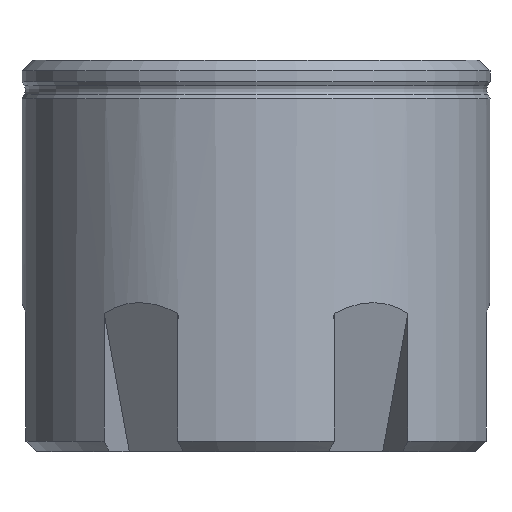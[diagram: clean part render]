
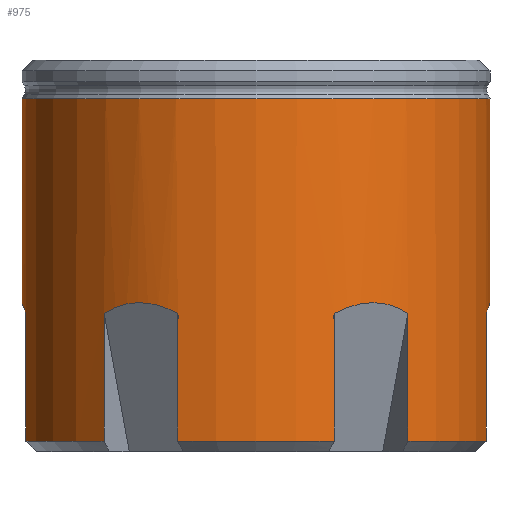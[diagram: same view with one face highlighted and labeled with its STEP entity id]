
A CAD part, left-side view. The second image highlights one B-rep face of the part: STEP entity #975.
In plain terms, the highlighted cylindrical face has radius 11 mm (diameter 22 mm), a full revolution.
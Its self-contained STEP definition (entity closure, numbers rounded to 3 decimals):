
#24=LINE('',#1340,#66);
#25=LINE('',#1347,#67);
#31=LINE('',#1360,#73);
#32=LINE('',#1365,#74);
#38=LINE('',#1378,#80);
#39=LINE('',#1380,#81);
#45=LINE('',#1394,#87);
#46=LINE('',#1398,#88);
#52=LINE('',#1412,#94);
#53=LINE('',#1419,#95);
#57=LINE('',#1469,#99);
#58=LINE('',#1475,#100);
#66=VECTOR('',#1121,1000.);
#67=VECTOR('',#1128,1000.);
#73=VECTOR('',#1140,1000.);
#74=VECTOR('',#1145,1000.);
#80=VECTOR('',#1157,1000.);
#81=VECTOR('',#1160,1000.);
#87=VECTOR('',#1172,1000.);
#88=VECTOR('',#1177,1000.);
#94=VECTOR('',#1189,1000.);
#95=VECTOR('',#1196,1000.);
#99=VECTOR('',#1262,1000.);
#100=VECTOR('',#1269,1000.);
#104=ELLIPSE('',#1005,32.162,11.);
#105=ELLIPSE('',#1011,32.162,11.);
#106=ELLIPSE('',#1016,32.162,11.);
#107=ELLIPSE('',#1020,32.162,11.);
#108=ELLIPSE('',#1025,32.162,11.);
#109=ELLIPSE('',#1063,32.162,11.);
#139=CYLINDRICAL_SURFACE('',#1062,11.);
#249=ORIENTED_EDGE('',*,*,#392,.F.);
#250=ORIENTED_EDGE('',*,*,#395,.T.);
#251=ORIENTED_EDGE('',*,*,#397,.T.);
#252=ORIENTED_EDGE('',*,*,#398,.F.);
#253=ORIENTED_EDGE('',*,*,#399,.F.);
#254=ORIENTED_EDGE('',*,*,#372,.T.);
#255=ORIENTED_EDGE('',*,*,#367,.T.);
#256=ORIENTED_EDGE('',*,*,#375,.F.);
#257=ORIENTED_EDGE('',*,*,#382,.F.);
#258=ORIENTED_EDGE('',*,*,#363,.T.);
#259=ORIENTED_EDGE('',*,*,#358,.T.);
#260=ORIENTED_EDGE('',*,*,#365,.F.);
#261=ORIENTED_EDGE('',*,*,#319,.F.);
#262=ORIENTED_EDGE('',*,*,#355,.T.);
#263=ORIENTED_EDGE('',*,*,#350,.T.);
#264=ORIENTED_EDGE('',*,*,#356,.F.);
#265=ORIENTED_EDGE('',*,*,#323,.F.);
#266=ORIENTED_EDGE('',*,*,#346,.T.);
#267=ORIENTED_EDGE('',*,*,#341,.T.);
#268=ORIENTED_EDGE('',*,*,#348,.F.);
#269=ORIENTED_EDGE('',*,*,#387,.F.);
#270=ORIENTED_EDGE('',*,*,#336,.T.);
#271=ORIENTED_EDGE('',*,*,#331,.T.);
#272=ORIENTED_EDGE('',*,*,#339,.F.);
#273=ORIENTED_EDGE('',*,*,#400,.F.);
#319=EDGE_CURVE('',#408,#409,#473,.T.);
#323=EDGE_CURVE('',#412,#413,#477,.T.);
#331=EDGE_CURVE('',#420,#421,#104,.T.);
#336=EDGE_CURVE('',#425,#420,#24,.T.);
#339=EDGE_CURVE('',#426,#421,#25,.T.);
#341=EDGE_CURVE('',#428,#429,#105,.T.);
#346=EDGE_CURVE('',#412,#428,#31,.T.);
#348=EDGE_CURVE('',#432,#429,#32,.T.);
#350=EDGE_CURVE('',#434,#435,#106,.T.);
#355=EDGE_CURVE('',#408,#434,#38,.T.);
#356=EDGE_CURVE('',#413,#435,#39,.T.);
#358=EDGE_CURVE('',#438,#439,#107,.T.);
#363=EDGE_CURVE('',#443,#438,#45,.T.);
#365=EDGE_CURVE('',#409,#439,#46,.T.);
#367=EDGE_CURVE('',#444,#445,#108,.T.);
#372=EDGE_CURVE('',#449,#444,#52,.T.);
#375=EDGE_CURVE('',#450,#445,#53,.T.);
#382=EDGE_CURVE('',#443,#450,#496,.T.);
#387=EDGE_CURVE('',#425,#432,#501,.T.);
#392=EDGE_CURVE('',#463,#463,#506,.T.);
#395=EDGE_CURVE('',#467,#466,#57,.T.);
#397=EDGE_CURVE('',#466,#468,#109,.T.);
#398=EDGE_CURVE('',#469,#468,#58,.T.);
#399=EDGE_CURVE('',#449,#469,#508,.T.);
#400=EDGE_CURVE('',#467,#426,#509,.T.);
#408=VERTEX_POINT('',#1302);
#409=VERTEX_POINT('',#1303);
#412=VERTEX_POINT('',#1311);
#413=VERTEX_POINT('',#1312);
#420=VERTEX_POINT('',#1330);
#421=VERTEX_POINT('',#1331);
#425=VERTEX_POINT('',#1341);
#426=VERTEX_POINT('',#1345);
#428=VERTEX_POINT('',#1351);
#429=VERTEX_POINT('',#1352);
#432=VERTEX_POINT('',#1363);
#434=VERTEX_POINT('',#1369);
#435=VERTEX_POINT('',#1370);
#438=VERTEX_POINT('',#1384);
#439=VERTEX_POINT('',#1385);
#443=VERTEX_POINT('',#1395);
#444=VERTEX_POINT('',#1402);
#445=VERTEX_POINT('',#1403);
#449=VERTEX_POINT('',#1413);
#450=VERTEX_POINT('',#1417);
#463=VERTEX_POINT('',#1462);
#466=VERTEX_POINT('',#1468);
#467=VERTEX_POINT('',#1470);
#468=VERTEX_POINT('',#1474);
#469=VERTEX_POINT('',#1476);
#473=CIRCLE('',#989,11.);
#477=CIRCLE('',#994,11.);
#496=CIRCLE('',#1039,11.);
#501=CIRCLE('',#1048,11.);
#506=CIRCLE('',#1059,11.);
#508=CIRCLE('',#1064,11.);
#509=CIRCLE('',#1065,11.);
#562=EDGE_LOOP('',(#249));
#563=EDGE_LOOP('',(#250,#251,#252,#253,#254,#255,#256,#257,#258,#259,#260,
#261,#262,#263,#264,#265,#266,#267,#268,#269,#270,#271,#272,#273));
#622=FACE_BOUND('',#562,.T.);
#623=FACE_BOUND('',#563,.T.);
#975=ADVANCED_FACE('',(#622,#623),#139,.T.);
#989=AXIS2_PLACEMENT_3D('',#1301,#1081,#1082);
#994=AXIS2_PLACEMENT_3D('',#1310,#1091,#1092);
#1005=AXIS2_PLACEMENT_3D('',#1329,#1113,#1114);
#1011=AXIS2_PLACEMENT_3D('',#1350,#1132,#1133);
#1016=AXIS2_PLACEMENT_3D('',#1368,#1149,#1150);
#1020=AXIS2_PLACEMENT_3D('',#1383,#1164,#1165);
#1025=AXIS2_PLACEMENT_3D('',#1401,#1181,#1182);
#1039=AXIS2_PLACEMENT_3D('',#1435,#1216,#1217);
#1048=AXIS2_PLACEMENT_3D('',#1447,#1234,#1235);
#1059=AXIS2_PLACEMENT_3D('',#1461,#1256,#1257);
#1062=AXIS2_PLACEMENT_3D('',#1472,#1265,#1266);
#1063=AXIS2_PLACEMENT_3D('',#1473,#1267,#1268);
#1064=AXIS2_PLACEMENT_3D('',#1477,#1270,#1271);
#1065=AXIS2_PLACEMENT_3D('',#1478,#1272,#1273);
#1081=DIRECTION('',(0.,0.,-1.));
#1082=DIRECTION('',(-1.,0.,0.));
#1091=DIRECTION('',(0.,0.,-1.));
#1092=DIRECTION('',(-1.,0.,0.));
#1113=DIRECTION('',(0.,-0.94,0.342));
#1114=DIRECTION('',(0.,0.342,0.94));
#1121=DIRECTION('',(0.,0.,1.));
#1128=DIRECTION('',(0.,0.,1.));
#1132=DIRECTION('',(-0.814,-0.47,0.342));
#1133=DIRECTION('',(0.296,0.171,0.94));
#1140=DIRECTION('',(0.,0.,1.));
#1145=DIRECTION('',(0.,0.,1.));
#1149=DIRECTION('',(-0.814,0.47,0.342));
#1150=DIRECTION('',(0.296,-0.171,0.94));
#1157=DIRECTION('',(0.,0.,1.));
#1160=DIRECTION('',(0.,0.,1.));
#1164=DIRECTION('',(0.,0.94,0.342));
#1165=DIRECTION('',(0.,-0.342,0.94));
#1172=DIRECTION('',(0.,0.,1.));
#1177=DIRECTION('',(0.,0.,1.));
#1181=DIRECTION('',(0.814,0.47,0.342));
#1182=DIRECTION('',(-0.296,-0.171,0.94));
#1189=DIRECTION('',(0.,0.,1.));
#1196=DIRECTION('',(0.,0.,1.));
#1216=DIRECTION('',(0.,0.,-1.));
#1217=DIRECTION('',(-1.,0.,0.));
#1234=DIRECTION('',(0.,0.,-1.));
#1235=DIRECTION('',(-1.,0.,0.));
#1256=DIRECTION('',(0.,0.,1.));
#1257=DIRECTION('',(1.,0.,0.));
#1262=DIRECTION('',(0.,0.,1.));
#1265=DIRECTION('',(0.,0.,-1.));
#1266=DIRECTION('',(1.,0.,0.));
#1267=DIRECTION('',(0.814,-0.47,0.342));
#1268=DIRECTION('',(-0.296,0.171,0.94));
#1269=DIRECTION('',(0.,0.,1.));
#1270=DIRECTION('',(0.,0.,-1.));
#1271=DIRECTION('',(-1.,0.,0.));
#1272=DIRECTION('',(0.,0.,-1.));
#1273=DIRECTION('',(-1.,0.,0.));
#1301=CARTESIAN_POINT('',(0.,0.,0.5));
#1302=CARTESIAN_POINT('',(8.367,-7.14,0.5));
#1303=CARTESIAN_POINT('',(2.,-10.817,0.5));
#1310=CARTESIAN_POINT('',(0.,0.,0.5));
#1311=CARTESIAN_POINT('',(10.367,3.676,0.5));
#1312=CARTESIAN_POINT('',(10.367,-3.676,0.5));
#1329=CARTESIAN_POINT('',(0.,0.,-23.216));
#1330=CARTESIAN_POINT('',(2.,10.817,6.502));
#1331=CARTESIAN_POINT('',(-2.,10.817,6.502));
#1340=CARTESIAN_POINT('',(2.,10.817,0.));
#1341=CARTESIAN_POINT('',(2.,10.817,0.5));
#1345=CARTESIAN_POINT('',(-2.,10.817,0.5));
#1347=CARTESIAN_POINT('',(-2.,10.817,0.));
#1350=CARTESIAN_POINT('',(0.,0.,-23.216));
#1351=CARTESIAN_POINT('',(10.367,3.676,6.502));
#1352=CARTESIAN_POINT('',(8.367,7.14,6.502));
#1360=CARTESIAN_POINT('',(10.367,3.676,0.));
#1363=CARTESIAN_POINT('',(8.367,7.14,0.5));
#1365=CARTESIAN_POINT('',(8.367,7.14,0.));
#1368=CARTESIAN_POINT('',(0.,0.,-23.216));
#1369=CARTESIAN_POINT('',(8.367,-7.14,6.502));
#1370=CARTESIAN_POINT('',(10.367,-3.676,6.502));
#1378=CARTESIAN_POINT('',(8.367,-7.14,0.));
#1380=CARTESIAN_POINT('',(10.367,-3.676,0.));
#1383=CARTESIAN_POINT('',(0.,0.,-23.216));
#1384=CARTESIAN_POINT('',(-2.,-10.817,6.502));
#1385=CARTESIAN_POINT('',(2.,-10.817,6.502));
#1394=CARTESIAN_POINT('',(-2.,-10.817,0.));
#1395=CARTESIAN_POINT('',(-2.,-10.817,0.5));
#1398=CARTESIAN_POINT('',(2.,-10.817,0.));
#1401=CARTESIAN_POINT('',(0.,0.,-23.216));
#1402=CARTESIAN_POINT('',(-10.367,-3.676,6.502));
#1403=CARTESIAN_POINT('',(-8.367,-7.14,6.502));
#1412=CARTESIAN_POINT('',(-10.367,-3.676,0.));
#1413=CARTESIAN_POINT('',(-10.367,-3.676,0.5));
#1417=CARTESIAN_POINT('',(-8.367,-7.14,0.5));
#1419=CARTESIAN_POINT('',(-8.367,-7.14,0.));
#1435=CARTESIAN_POINT('',(0.,0.,0.5));
#1447=CARTESIAN_POINT('',(0.,0.,0.5));
#1461=CARTESIAN_POINT('',(0.,0.,16.6));
#1462=CARTESIAN_POINT('',(11.,0.,16.6));
#1468=CARTESIAN_POINT('',(-8.367,7.14,6.502));
#1469=CARTESIAN_POINT('',(-8.367,7.14,0.));
#1470=CARTESIAN_POINT('',(-8.367,7.14,0.5));
#1472=CARTESIAN_POINT('',(0.,0.,0.));
#1473=CARTESIAN_POINT('',(0.,0.,-23.216));
#1474=CARTESIAN_POINT('',(-10.367,3.676,6.502));
#1475=CARTESIAN_POINT('',(-10.367,3.676,0.));
#1476=CARTESIAN_POINT('',(-10.367,3.676,0.5));
#1477=CARTESIAN_POINT('',(0.,0.,0.5));
#1478=CARTESIAN_POINT('',(0.,0.,0.5));
